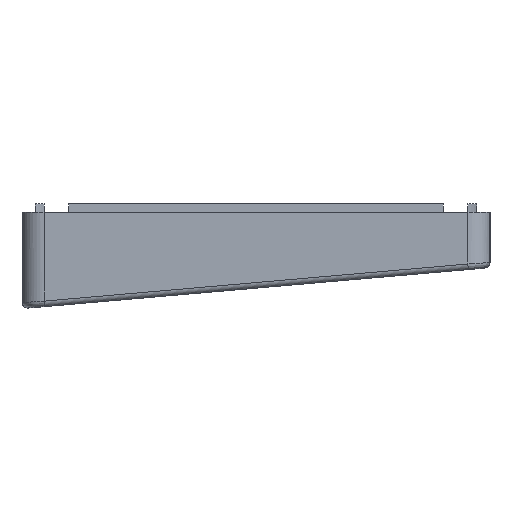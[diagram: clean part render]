
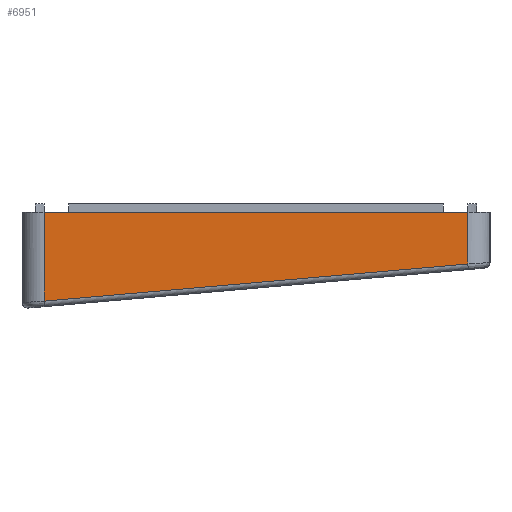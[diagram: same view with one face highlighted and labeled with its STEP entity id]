
A CAD part, left-side view. The second image highlights one B-rep face of the part: STEP entity #6951.
In plain terms, the highlighted planar face has unit normal (-1, 0, 0).
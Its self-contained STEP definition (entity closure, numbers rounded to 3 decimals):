
#6951=ADVANCED_FACE('',(#13455),#13457,.T.);
#13455=FACE_BOUND('',#13456,.T.);
#13456=EDGE_LOOP('',(#19936,#19937,#19938,#19939));
#13457=PLANE('',#13458);
#13458=AXIS2_PLACEMENT_3D('',#13459,#13460,#13461);
#13459=CARTESIAN_POINT('',(-4.125,-80.325,-3.));
#13460=DIRECTION('',(-1.,0.,0.));
#13461=DIRECTION('',(0.,1.,0.));
#19936=ORIENTED_EDGE('',*,*,#22321,.T.);
#19937=ORIENTED_EDGE('',*,*,#22322,.F.);
#19938=ORIENTED_EDGE('',*,*,#22239,.F.);
#19939=ORIENTED_EDGE('',*,*,#22319,.F.);
#22239=EDGE_CURVE('',#25896,#25899,#25900,.T.);
#22319=EDGE_CURVE('',#26025,#25896,#26027,.T.);
#22321=EDGE_CURVE('',#26025,#26029,#26030,.T.);
#22322=EDGE_CURVE('',#25899,#26029,#26031,.T.);
#25896=VERTEX_POINT('',#34953);
#25899=VERTEX_POINT('',#34959);
#25900=LINE('',#34960,#34961);
#26025=VERTEX_POINT('',#35308);
#26027=LINE('',#35313,#35314);
#26029=VERTEX_POINT('',#35319);
#26030=LINE('',#35320,#35321);
#26031=LINE('',#35323,#35324);
#34953=CARTESIAN_POINT('',(-4.125,0.125,-3.));
#34959=CARTESIAN_POINT('',(-4.125,-76.325,-3.));
#34960=CARTESIAN_POINT('',(-4.125,0.125,-3.));
#34961=VECTOR('',#34962,1.);
#34962=DIRECTION('',(0.,-1.,0.));
#35308=CARTESIAN_POINT('',(-4.125,0.125,-19.035));
#35313=CARTESIAN_POINT('',(-4.125,0.125,-19.035));
#35314=VECTOR('',#35315,1.);
#35315=DIRECTION('',(0.,0.,1.));
#35319=CARTESIAN_POINT('',(-4.125,-76.325,-12.346));
#35320=CARTESIAN_POINT('',(-4.125,0.125,-19.035));
#35321=VECTOR('',#35322,1.);
#35322=DIRECTION('',(0.,-0.996,0.087));
#35323=CARTESIAN_POINT('',(-4.125,-76.325,-3.));
#35324=VECTOR('',#35325,1.);
#35325=DIRECTION('',(0.,0.,-1.));
